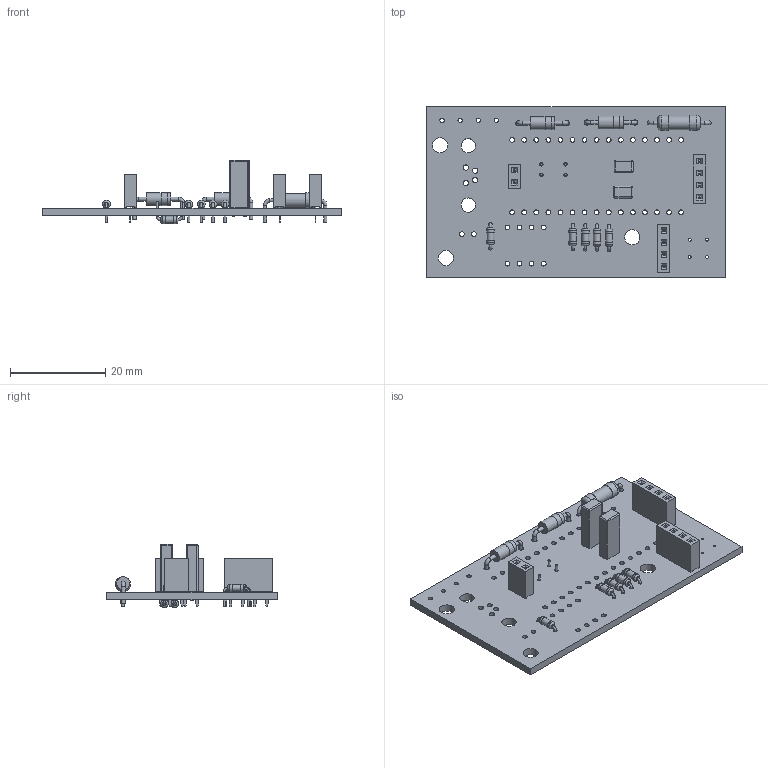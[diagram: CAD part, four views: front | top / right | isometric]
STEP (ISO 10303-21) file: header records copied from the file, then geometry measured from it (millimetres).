
FILE_DESCRIPTION(('KiCad electronic assembly'),'2;1');
FILE_NAME('TTSv3.step','2021-02-02T23:21:19',('An Author'),('A Company') ,'Open CASCADE STEP processor 6.9','KiCad to STEP converter','Unknown' );
FILE_SCHEMA(('AUTOMOTIVE_DESIGN { 1 0 10303 214 1 1 1 1 }'));
Length unit declared in the file: millimetre
Products named in the file (14): Open CASCADE STEP translator 6.9 1; C_Rect_L4.0mm_W2.5mm_P2.50mm; SOLID; R_Axial_DIN0309_L9.0mm_D3.2mm_P12.70mm_Horizontal; R_Axial_DIN0204_L3.6mm_D1.6mm_P5.08mm_Horizontal; D_DO-41_SOD81_P10.16mm_Horizontal; PinSocket_1x04_P2.54mm_Vertical; PinSocket_1x02_P2.54mm_Vertical; COMPOUND
Assembly tree (22 placements, depth 3):
  Open CASCADE STEP translator 6.9 1
    C_Rect_L4.0mm_W2.5mm_P2.50mm  x2
      SOLID
    R_Axial_DIN0309_L9.0mm_D3.2mm_P12.70mm_Horizontal
      SOLID
    R_Axial_DIN0204_L3.6mm_D1.6mm_P5.08mm_Horizontal  x7
      SOLID
    D_DO-41_SOD81_P10.16mm_Horizontal  x2
      SOLID
    PinSocket_1x04_P2.54mm_Vertical  x2
      SOLID
    PinSocket_1x02_P2.54mm_Vertical
      SOLID
    COMPOUND
Bounding box: 62.89 x 35.94 x 13.3 mm (x, y, z)
Volume: 4280.5 mm3; surface area: 6758.9 mm2
Topology: 16 solids, 16 shells, 633 faces, 1483 edges, 948 vertices
Faces by surface type: plane 422, cylinder 167, torus 36, sphere 8
Full cylindrical faces by diameter (mm): 0.5 x18, 0.6 x4, 0.7 x18, 0.8 x14, 0.9 x4, 1 x50, 1.1 x8, 1.44 x7, 1.6 x14, 2.7 x4, 2.72 x2, 2.88 x1, 3 x2, 3.2 x5
Entity records: 26820 total; most frequent: CARTESIAN_POINT 4981, DIRECTION 3790, LINE 2292, VECTOR 2292, ORIENTED_EDGE 1856, PCURVE 1856, DEFINITIONAL_REPRESENTATION 1856, EDGE_CURVE 928
